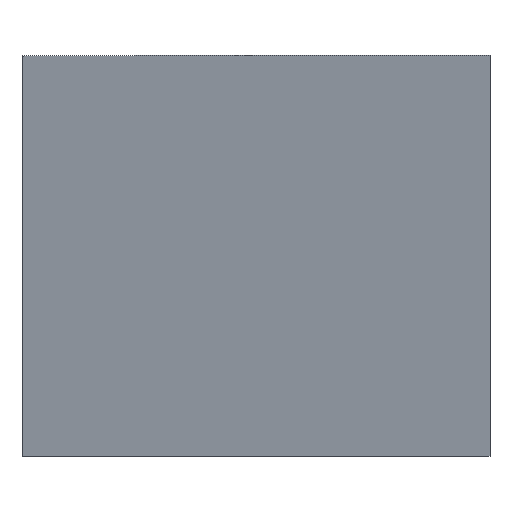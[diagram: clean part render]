
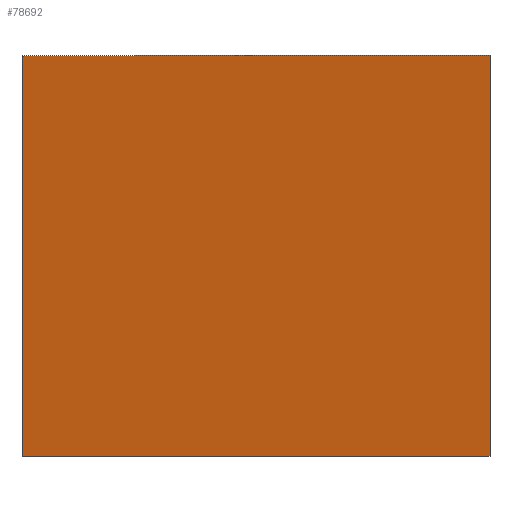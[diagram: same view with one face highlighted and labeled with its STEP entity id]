
A CAD part, top view. The second image highlights one B-rep face of the part: STEP entity #78692.
In plain terms, the highlighted planar face has unit normal (-0.259, 0, 0.966).
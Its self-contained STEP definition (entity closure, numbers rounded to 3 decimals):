
#643 = CARTESIAN_POINT ( 'NONE',  ( -629.517, 0., 2931.911 ) ) ;
#1949 = PLANE ( 'NONE',  #257235 ) ;
#28911 = VERTEX_POINT ( 'NONE', #188183 ) ;
#36316 = ORIENTED_EDGE ( 'NONE', *, *, #249944, .F. ) ;
#43842 = EDGE_CURVE ( 'NONE', #107955, #243146, #62350, .T. ) ;
#49310 = VECTOR ( 'NONE', #253244, 1000. ) ;
#55084 = EDGE_CURVE ( 'NONE', #210489, #107955, #195266, .T. ) ;
#55683 = LINE ( 'NONE', #119260, #121414 ) ;
#62350 = LINE ( 'NONE', #208077, #196819 ) ;
#71312 = LINE ( 'NONE', #191511, #196938 ) ;
#74511 = CARTESIAN_POINT ( 'NONE',  ( 388.191, -658.511, 3204.605 ) ) ;
#78692 = ADVANCED_FACE ( 'NONE', ( #230016 ), #1949, .T. ) ;
#82952 = DIRECTION ( 'NONE',  ( -0.259, 0., 0.966 ) ) ;
#94921 = DIRECTION ( 'NONE',  ( -0.966, 0., -0.259 ) ) ;
#107955 = VERTEX_POINT ( 'NONE', #186329 ) ;
#119260 = CARTESIAN_POINT ( 'NONE',  ( -634.347, -658.511, 2930.617 ) ) ;
#121414 = VECTOR ( 'NONE', #94921, 1000. ) ;
#129549 = DIRECTION ( 'NONE',  ( 0., 1., 0. ) ) ;
#135224 = DIRECTION ( 'NONE',  ( 0.966, 0., 0.259 ) ) ;
#142123 = ORIENTED_EDGE ( 'NONE', *, *, #240483, .F. ) ;
#146112 = EDGE_LOOP ( 'NONE', ( #142123, #240888, #179905, #36316 ) ) ;
#154801 = CARTESIAN_POINT ( 'NONE',  ( -624.687, 658.511, 2933.205 ) ) ;
#179905 = ORIENTED_EDGE ( 'NONE', *, *, #55084, .F. ) ;
#186329 = CARTESIAN_POINT ( 'NONE',  ( 388.191, 658.511, 3204.605 ) ) ;
#188183 = CARTESIAN_POINT ( 'NONE',  ( -1148.445, -658.511, 2792.865 ) ) ;
#191511 = CARTESIAN_POINT ( 'NONE',  ( -1148.445, -120.416, 2792.865 ) ) ;
#195266 = LINE ( 'NONE', #154801, #49310 ) ;
#196819 = VECTOR ( 'NONE', #228283, 1000. ) ;
#196938 = VECTOR ( 'NONE', #129549, 1000. ) ;
#207115 = CARTESIAN_POINT ( 'NONE',  ( -1148.445, 658.511, 2792.865 ) ) ;
#208077 = CARTESIAN_POINT ( 'NONE',  ( 388.191, 3.125, 3204.605 ) ) ;
#210489 = VERTEX_POINT ( 'NONE', #207115 ) ;
#228283 = DIRECTION ( 'NONE',  ( 0., -1., 0. ) ) ;
#230016 = FACE_OUTER_BOUND ( 'NONE', #146112, .T. ) ;
#240483 = EDGE_CURVE ( 'NONE', #243146, #28911, #55683, .T. ) ;
#240888 = ORIENTED_EDGE ( 'NONE', *, *, #43842, .F. ) ;
#243146 = VERTEX_POINT ( 'NONE', #74511 ) ;
#249944 = EDGE_CURVE ( 'NONE', #28911, #210489, #71312, .T. ) ;
#253244 = DIRECTION ( 'NONE',  ( 0.966, 0., 0.259 ) ) ;
#257235 = AXIS2_PLACEMENT_3D ( 'NONE', #643, #82952, #135224 ) ;
